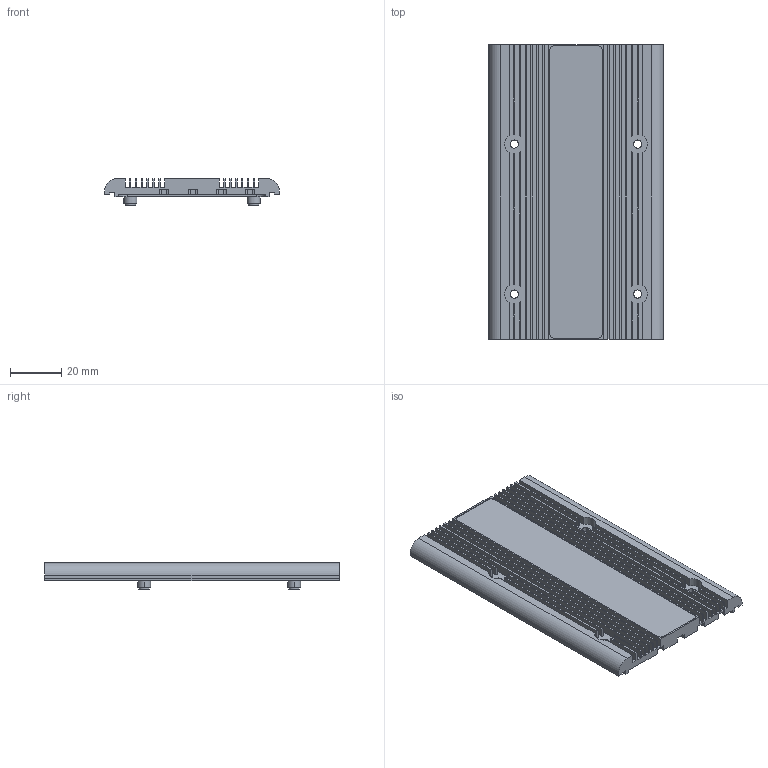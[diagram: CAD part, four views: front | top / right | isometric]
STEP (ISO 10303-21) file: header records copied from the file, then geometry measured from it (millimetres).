
FILE_DESCRIPTION(('CoCreate Modeling STEP Export'),'2;1');
FILE_NAME('157844-01_08-28-2014.stp','2014-08-28T14:37:31',(''),(''),'CoCreate Modeling STEP processor for AP214 (Solid Model)','CoCreate Modeling 17.0B 09-Oct-2010 (C) Parametric Technology GmbH','');
FILE_SCHEMA(('AUTOMOTIVE_DESIGN { 1 0 10303 214 1 1 1 1 }'));
Length unit declared in the file: millimetre
Products named in the file (1): TopCover_Ettus_E3xx_157844A-01
Bounding box: 68 x 114.89 x 10.29 mm (x, y, z)
Volume: 41778.2 mm3; surface area: 29213.5 mm2
Topology: 1 solids, 1 shells, 234 faces, 655 edges, 439 vertices
Faces by surface type: plane 150, cylinder 84
Entity records: 6764 total; most frequent: ORIENTED_EDGE 1310, CARTESIAN_POINT 1143, DIRECTION 994, EDGE_CURVE 655, VERTEX_POINT 439, VECTOR 414, LINE 414, AXIS2_PLACEMENT_3D 290
